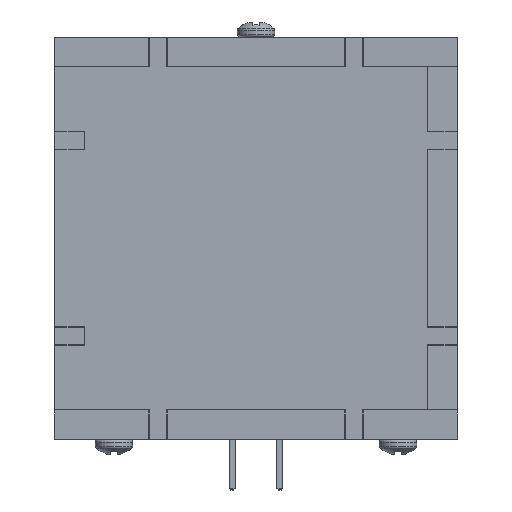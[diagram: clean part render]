
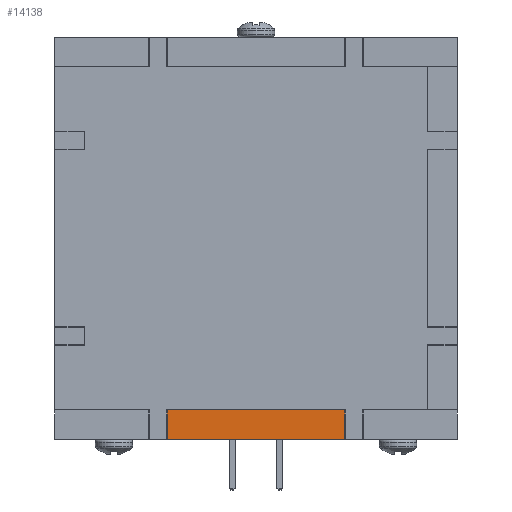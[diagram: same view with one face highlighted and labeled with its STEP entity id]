
A CAD part, left-side view. The second image highlights one B-rep face of the part: STEP entity #14138.
In plain terms, the highlighted planar face has unit normal (-1, 0, 0).
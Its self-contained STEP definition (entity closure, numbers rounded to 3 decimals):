
#1511=FACE_OUTER_BOUND('',#2265,.T.);
#2265=EDGE_LOOP('',(#9706,#9707,#9708,#9709));
#3128=LINE('',#19778,#4749);
#3164=LINE('',#19856,#4785);
#3176=LINE('',#19879,#4797);
#3177=LINE('',#19881,#4798);
#4749=VECTOR('',#15999,10.);
#4785=VECTOR('',#16063,10.);
#4797=VECTOR('',#16085,10.);
#4798=VECTOR('',#16088,10.);
#6364=VERTEX_POINT('',#19775);
#6365=VERTEX_POINT('',#19777);
#6392=VERTEX_POINT('',#19853);
#6399=VERTEX_POINT('',#19877);
#7636=EDGE_CURVE('',#6364,#6365,#3128,.T.);
#7675=EDGE_CURVE('',#6364,#6392,#3164,.T.);
#7687=EDGE_CURVE('',#6399,#6365,#3176,.T.);
#7688=EDGE_CURVE('',#6399,#6392,#3177,.T.);
#9706=ORIENTED_EDGE('',*,*,#7675,.T.);
#9707=ORIENTED_EDGE('',*,*,#7688,.F.);
#9708=ORIENTED_EDGE('',*,*,#7687,.T.);
#9709=ORIENTED_EDGE('',*,*,#7636,.F.);
#13558=PLANE('',#14906);
#14138=ADVANCED_FACE('',(#1511),#13558,.T.);
#14906=AXIS2_PLACEMENT_3D('',#19880,#16086,#16087);
#15999=DIRECTION('',(0.,-1.,0.));
#16063=DIRECTION('',(0.,0.,-1.));
#16085=DIRECTION('',(0.,0.,1.));
#16086=DIRECTION('center_axis',(-1.,0.,0.));
#16087=DIRECTION('ref_axis',(0.,-1.,0.));
#16088=DIRECTION('',(0.,1.,0.));
#19775=CARTESIAN_POINT('',(-21.59,9.5,3.175));
#19777=CARTESIAN_POINT('',(-21.59,-9.5,3.175));
#19778=CARTESIAN_POINT('',(-21.59,-21.59,3.175));
#19853=CARTESIAN_POINT('',(-21.59,9.5,0.));
#19856=CARTESIAN_POINT('',(-21.59,9.5,1.588));
#19877=CARTESIAN_POINT('',(-21.59,-9.5,0.));
#19879=CARTESIAN_POINT('',(-21.59,-9.5,1.588));
#19880=CARTESIAN_POINT('Origin',(-21.59,21.59,0.));
#19881=CARTESIAN_POINT('',(-21.59,-21.59,0.));
